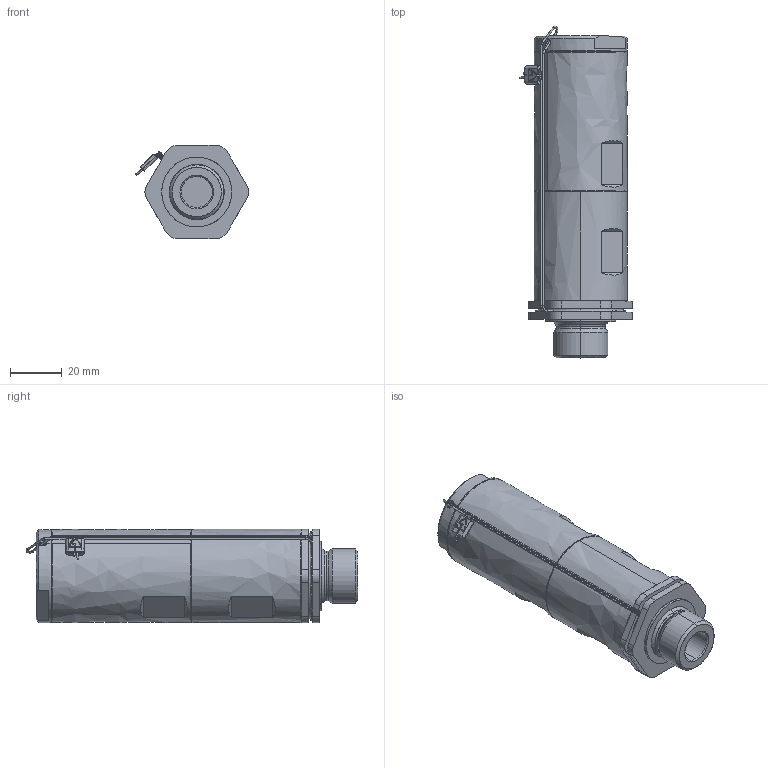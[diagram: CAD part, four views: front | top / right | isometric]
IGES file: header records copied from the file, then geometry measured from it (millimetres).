
Start section: SolidWorks IGES file using analytic representation for surfaces
Global section: file name: 1945-15_MF_158.IGS; native system: SolidWorks 2018; preprocessor: SolidWorks 2018; author: Hildenbrand; date: 191016.104800; units: millimetre
Bounding box: 43.69 x 128.27 x 36 mm (x, y, z)
Surface area: 36189.7 mm2 (no closed solid volume)
Topology: 0 solids, 0 shells, 319 faces, 4449 edges, 4448 vertices
Faces by surface type: revolution 178, bspline 141
